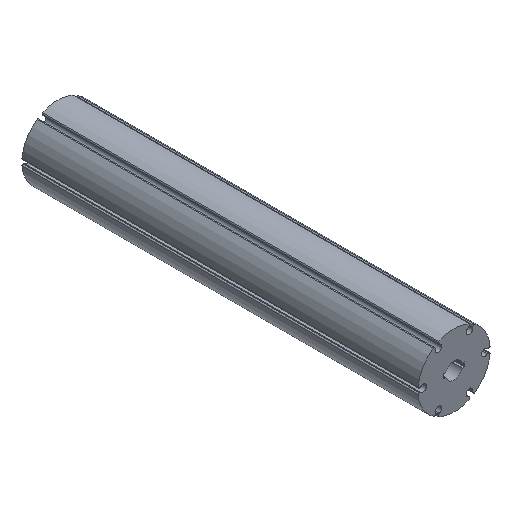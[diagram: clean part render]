
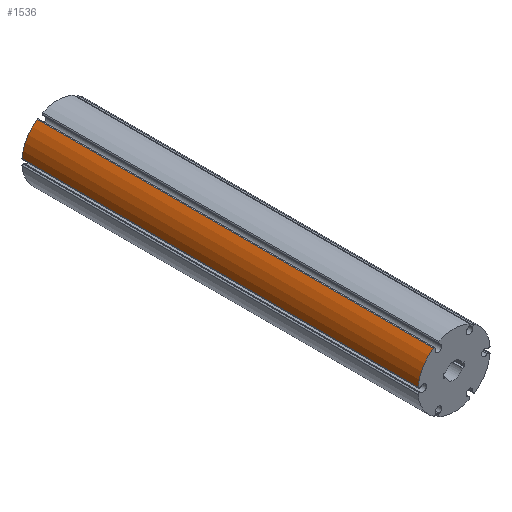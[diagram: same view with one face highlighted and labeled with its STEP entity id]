
A CAD part, isometric view. The second image highlights one B-rep face of the part: STEP entity #1536.
In plain terms, the highlighted cylindrical face has radius 27.788 mm (diameter 55.575 mm), a partial arc.
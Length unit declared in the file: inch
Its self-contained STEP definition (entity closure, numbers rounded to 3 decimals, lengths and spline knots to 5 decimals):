
#103 = AXIS2_PLACEMENT_3D ( 'NONE', #834, #2198, #2280 ) ;
#177 = DIRECTION ( 'NONE',  ( 0., 0., -1. ) ) ;
#178 = DIRECTION ( 'NONE',  ( 0., -1., 0. ) ) ;
#181 = CARTESIAN_POINT ( 'NONE',  ( 0., 0.25, 0. ) ) ;
#182 = CYLINDRICAL_SURFACE ( 'NONE', #1152, 1.094 ) ;
#183 = FACE_OUTER_BOUND ( 'NONE', #1103, .T. ) ;
#250 = EDGE_CURVE ( 'NONE', #1852, #2018, #2276, .T. ) ;
#343 = DIRECTION ( 'NONE',  ( 0., -1., 0. ) ) ;
#345 = CARTESIAN_POINT ( 'NONE',  ( -1.08976, 0.25, 0.09623 ) ) ;
#346 = LINE ( 'NONE', #345, #506 ) ;
#361 = DIRECTION ( 'NONE',  ( 0., 1., 0. ) ) ;
#364 = CARTESIAN_POINT ( 'NONE',  ( -0.62821, 0.25, 0.89565 ) ) ;
#366 = LINE ( 'NONE', #364, #1909 ) ;
#506 = VECTOR ( 'NONE', #343, 39.37008 ) ;
#834 = CARTESIAN_POINT ( 'NONE',  ( 0., 0., 0. ) ) ;
#877 = CARTESIAN_POINT ( 'NONE',  ( -1.08976, 12., 0.09623 ) ) ;
#979 = DIRECTION ( 'NONE',  ( 0., 0., 1. ) ) ;
#980 = DIRECTION ( 'NONE',  ( 0., 1., 0. ) ) ;
#981 = CARTESIAN_POINT ( 'NONE',  ( 0., 12., 0. ) ) ;
#1103 = EDGE_LOOP ( 'NONE', ( #1179, #1180, #1181, #1183 ) ) ;
#1152 = AXIS2_PLACEMENT_3D ( 'NONE', #181, #178, #177 ) ;
#1179 = ORIENTED_EDGE ( 'NONE', *, *, #1268, .T. ) ;
#1180 = ORIENTED_EDGE ( 'NONE', *, *, #1906, .T. ) ;
#1181 = ORIENTED_EDGE ( 'NONE', *, *, #1215, .T. ) ;
#1183 = ORIENTED_EDGE ( 'NONE', *, *, #250, .F. ) ;
#1215 = EDGE_CURVE ( 'NONE', #1840, #2018, #366, .T. ) ;
#1227 = CARTESIAN_POINT ( 'NONE',  ( -0.62821, 12., 0.89565 ) ) ;
#1268 = EDGE_CURVE ( 'NONE', #1852, #2067, #346, .T. ) ;
#1298 = CARTESIAN_POINT ( 'NONE',  ( -0.62821, 0., 0.89565 ) ) ;
#1536 = ADVANCED_FACE ( 'NONE', ( #183 ), #182, .T. ) ;
#1784 = CIRCLE ( 'NONE', #103, 1.094 ) ;
#1840 = VERTEX_POINT ( 'NONE', #1298 ) ;
#1852 = VERTEX_POINT ( 'NONE', #877 ) ;
#1906 = EDGE_CURVE ( 'NONE', #2067, #1840, #1784, .T. ) ;
#1909 = VECTOR ( 'NONE', #361, 39.37008 ) ;
#1993 = AXIS2_PLACEMENT_3D ( 'NONE', #981, #980, #979 ) ;
#2018 = VERTEX_POINT ( 'NONE', #1227 ) ;
#2067 = VERTEX_POINT ( 'NONE', #2084 ) ;
#2084 = CARTESIAN_POINT ( 'NONE',  ( -1.08976, 0., 0.09623 ) ) ;
#2198 = DIRECTION ( 'NONE',  ( 0., 1., 0. ) ) ;
#2276 = CIRCLE ( 'NONE', #1993, 1.094 ) ;
#2280 = DIRECTION ( 'NONE',  ( 0., 0., 1. ) ) ;
